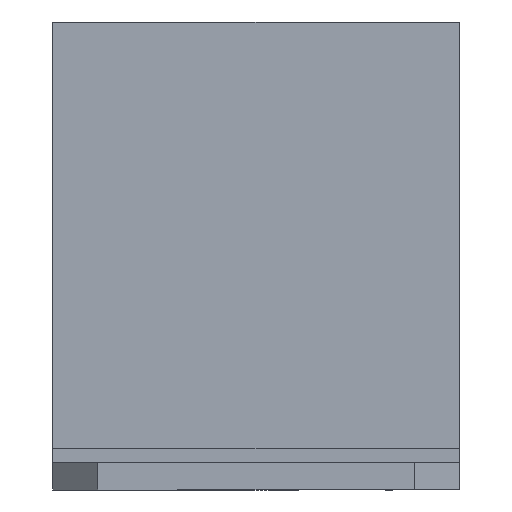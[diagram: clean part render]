
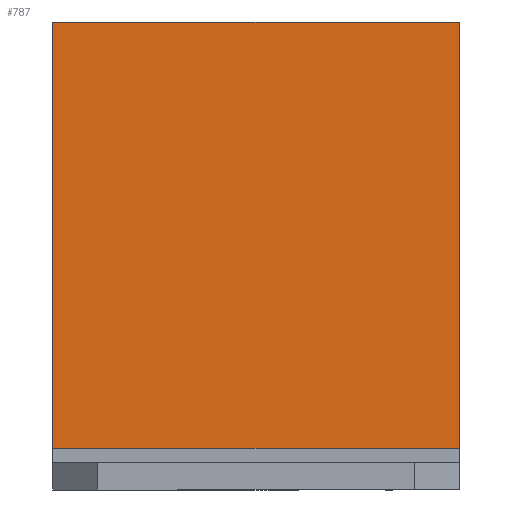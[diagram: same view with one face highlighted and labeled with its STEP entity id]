
A CAD part, front view. The second image highlights one B-rep face of the part: STEP entity #787.
In plain terms, the highlighted planar face has unit normal (0, -1, 0).
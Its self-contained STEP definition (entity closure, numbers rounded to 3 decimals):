
#407=VERTEX_POINT('',#1090);
#439=EDGE_CURVE('',#407,#633,#1126,.T.);
#471=EDGE_CURVE('',#709,#641,#1161,.T.);
#517=EDGE_CURVE('',#709,#407,#1215,.T.);
#627=EDGE_CURVE('',#633,#641,#1332,.T.);
#633=VERTEX_POINT('',#1340);
#641=VERTEX_POINT('',#1350);
#709=VERTEX_POINT('',#1426);
#787=ADVANCED_FACE('',(#1514),#1515,.T.);
#1090=CARTESIAN_POINT('',(-315.0,-90.5,65.));
#1126=LINE('',#1909,#1910);
#1161=LINE('',#1963,#1964);
#1215=LINE('',#2039,#2040);
#1332=LINE('',#2205,#2206);
#1340=CARTESIAN_POINT('',(315.0,-90.5,65.));
#1350=CARTESIAN_POINT('',(315.0,-90.5,725.0));
#1426=CARTESIAN_POINT('',(-315.0,-90.5,725.0));
#1514=FACE_OUTER_BOUND('',#2447,.T.);
#1515=PLANE('',#2448);
#1909=CARTESIAN_POINT('',(0.,-90.5,65.));
#1910=VECTOR('',#2919,1.0);
#1963=CARTESIAN_POINT('',(0.,-90.5,725.0));
#1964=VECTOR('',#2967,1.0);
#2039=CARTESIAN_POINT('',(-315.0,-90.5,725.0));
#2040=VECTOR('',#3042,1.0);
#2205=CARTESIAN_POINT('',(315.0,-90.5,725.0));
#2206=VECTOR('',#3145,1.0);
#2447=EDGE_LOOP('',(#3338,#3339,#3340,#3341));
#2448=AXIS2_PLACEMENT_3D('',#3342,#3343,#3344);
#2919=DIRECTION('',(1.0,0.,0.));
#2967=DIRECTION('',(1.0,0.,0.));
#3042=DIRECTION('',(0.,0.,-1.0));
#3145=DIRECTION('',(0.,0.,1.0));
#3338=ORIENTED_EDGE('',*,*,#627,.T.);
#3339=ORIENTED_EDGE('',*,*,#471,.F.);
#3340=ORIENTED_EDGE('',*,*,#517,.T.);
#3341=ORIENTED_EDGE('',*,*,#439,.T.);
#3342=CARTESIAN_POINT('',(0.,-90.5,65.));
#3343=DIRECTION('',(0.,-1.0,0.0));
#3344=DIRECTION('',(1.0,0.,0.));
